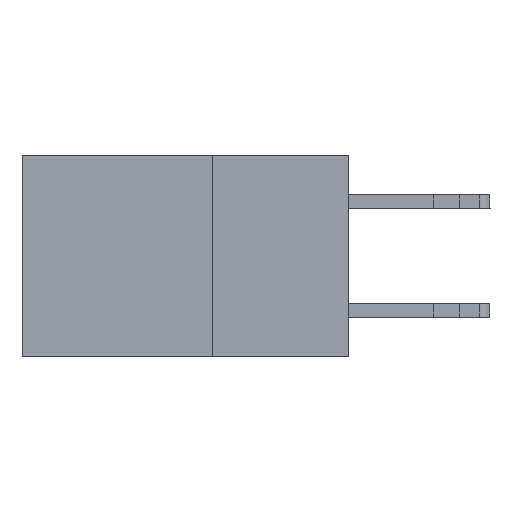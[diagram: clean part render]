
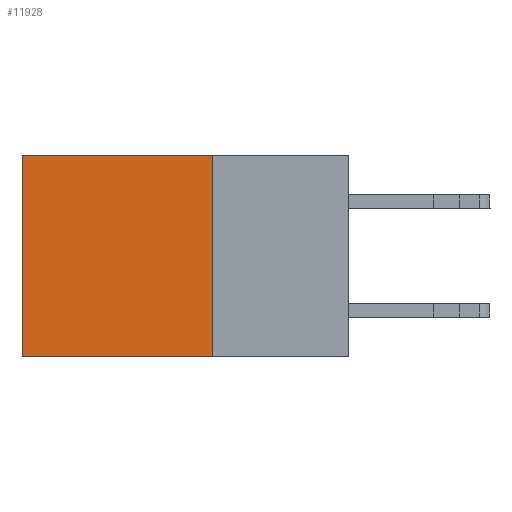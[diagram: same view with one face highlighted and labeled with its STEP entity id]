
A CAD part, left-side view. The second image highlights one B-rep face of the part: STEP entity #11928.
In plain terms, the highlighted planar face has unit normal (-1, 0, 0).
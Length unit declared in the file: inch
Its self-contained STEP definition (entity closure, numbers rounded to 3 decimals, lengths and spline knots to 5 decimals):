
#285 = ORIENTED_EDGE ( 'NONE', *, *, #7784, .F. ) ;
#405 = EDGE_CURVE ( 'NONE', #3247, #2501, #8024, .T. ) ;
#668 = VERTEX_POINT ( 'NONE', #3418 ) ;
#869 = CARTESIAN_POINT ( 'NONE',  ( 0.2615, 0.25, -0.37 ) ) ;
#1014 = ORIENTED_EDGE ( 'NONE', *, *, #13070, .T. ) ;
#1154 = CARTESIAN_POINT ( 'NONE',  ( 0.2615, 0.6, -0.37 ) ) ;
#1675 = CARTESIAN_POINT ( 'NONE',  ( 0.2615, 0.25, -0.37 ) ) ;
#2041 = DIRECTION ( 'NONE',  ( 1., 0., 0. ) ) ;
#2394 = ORIENTED_EDGE ( 'NONE', *, *, #405, .F. ) ;
#2501 = VERTEX_POINT ( 'NONE', #12785 ) ;
#3247 = VERTEX_POINT ( 'NONE', #1675 ) ;
#3418 = CARTESIAN_POINT ( 'NONE',  ( 0.2615, 0.6, 0. ) ) ;
#3424 = FACE_OUTER_BOUND ( 'NONE', #5488, .T. ) ;
#3793 = CARTESIAN_POINT ( 'NONE',  ( 0.2615, 0.25, -0.37 ) ) ;
#4309 = CARTESIAN_POINT ( 'NONE',  ( 0.2615, 0.25, -0.37 ) ) ;
#5364 = DIRECTION ( 'NONE',  ( 0., 0., -1. ) ) ;
#5488 = EDGE_LOOP ( 'NONE', ( #8483, #2394, #285, #1014 ) ) ;
#6169 = EDGE_CURVE ( 'NONE', #668, #2501, #6382, .T. ) ;
#6376 = VECTOR ( 'NONE', #6805, 39.37008 ) ;
#6382 = LINE ( 'NONE', #1154, #7673 ) ;
#6805 = DIRECTION ( 'NONE',  ( 0., 0., -1. ) ) ;
#7181 = DIRECTION ( 'NONE',  ( 0., 1., 0. ) ) ;
#7673 = VECTOR ( 'NONE', #5364, 39.37008 ) ;
#7784 = EDGE_CURVE ( 'NONE', #9934, #3247, #10054, .T. ) ;
#7904 = CARTESIAN_POINT ( 'NONE',  ( 0.2615, 0.25, 0. ) ) ;
#8024 = LINE ( 'NONE', #869, #11249 ) ;
#8046 = DIRECTION ( 'NONE',  ( 0., 1., 0. ) ) ;
#8308 = CARTESIAN_POINT ( 'NONE',  ( 0.2615, 0.25, 0. ) ) ;
#8483 = ORIENTED_EDGE ( 'NONE', *, *, #6169, .T. ) ;
#9099 = VECTOR ( 'NONE', #8046, 39.37008 ) ;
#9508 = AXIS2_PLACEMENT_3D ( 'NONE', #4309, #2041, #11480 ) ;
#9934 = VERTEX_POINT ( 'NONE', #8308 ) ;
#10054 = LINE ( 'NONE', #3793, #6376 ) ;
#10059 = LINE ( 'NONE', #7904, #9099 ) ;
#10571 = PLANE ( 'NONE',  #9508 ) ;
#11249 = VECTOR ( 'NONE', #7181, 39.37008 ) ;
#11480 = DIRECTION ( 'NONE',  ( 0., 0., -1. ) ) ;
#11928 = ADVANCED_FACE ( 'NONE', ( #3424 ), #10571, .F. ) ;
#12785 = CARTESIAN_POINT ( 'NONE',  ( 0.2615, 0.6, -0.37 ) ) ;
#13070 = EDGE_CURVE ( 'NONE', #9934, #668, #10059, .T. ) ;
